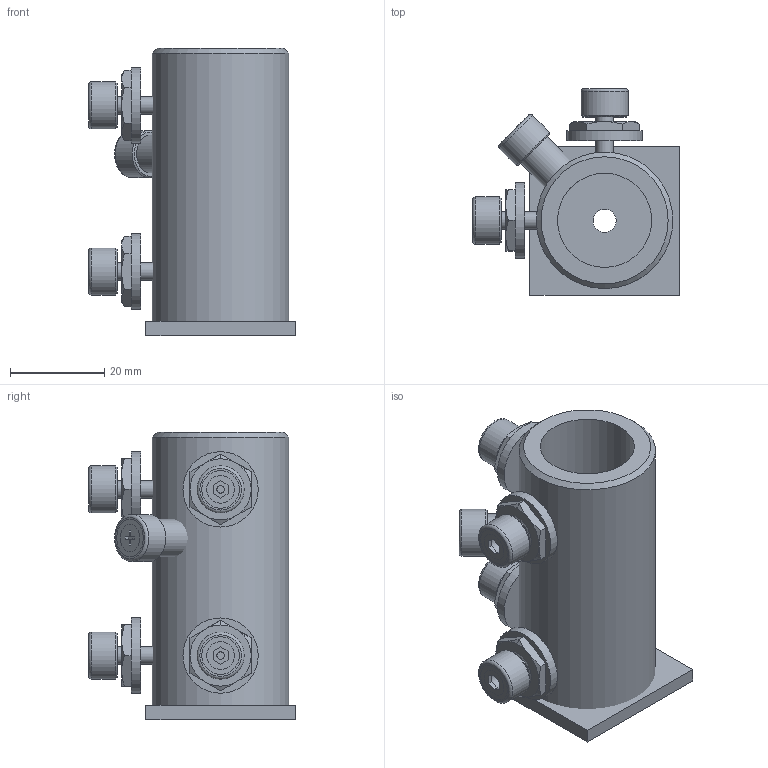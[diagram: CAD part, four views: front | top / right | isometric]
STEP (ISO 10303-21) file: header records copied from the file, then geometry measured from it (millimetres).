
FILE_DESCRIPTION(('FreeCAD Model'),'2;1');
FILE_NAME('Open CASCADE Shape Model','2025-01-12T08:58:54',(''),(''), 'Open CASCADE STEP processor 7.8','FreeCAD','Unknown');
FILE_SCHEMA(('AUTOMOTIVE_DESIGN { 1 0 10303 214 1 1 1 1 }'));
Length unit declared in the file: millimetre
Products named in the file (21): kineMATIX_module; lens tube locking plunger; tube; square base plate with aperture; adjustment knobs; adjustment knob; nut; disc; screw; adjustment knob001; nut001; disc001; screw001; adjustment knob002; nut002; disc002; screw002; adjustment knob003; nut003; disc003; screw003
Assembly tree (20 placements, depth 4):
  kineMATIX_module
    lens tube locking plunger
    tube
    square base plate with aperture
    adjustment knobs
      adjustment knob
        nut
        disc
        screw
      adjustment knob001
        nut001
        disc001
        screw001
      adjustment knob002
        nut002
        disc002
        screw002
      adjustment knob003
        nut003
        disc003
        screw003
Bounding box: 43.85 x 43.85 x 61 mm (x, y, z)
Volume: 29317.1 mm3; surface area: 18369.3 mm2
Topology: 19 solids, 19 shells, 211 faces, 388 edges, 252 vertices
Faces by surface type: plane 143, cone 38, cylinder 25, torus 5
Full cylindrical faces by diameter (mm): 3.706 x4, 4 x4, 4.9 x1, 6.647 x4, 8 x1, 10 x5, 16 x4, 20 x1, 29 x1
Entity records: 10900 total; most frequent: CARTESIAN_POINT 2247, DIRECTION 1584, ORIENTED_EDGE 776, PCURVE 776, DEFINITIONAL_REPRESENTATION 776, LINE 644, VECTOR 644, AXIS2_PLACEMENT_3D 409
